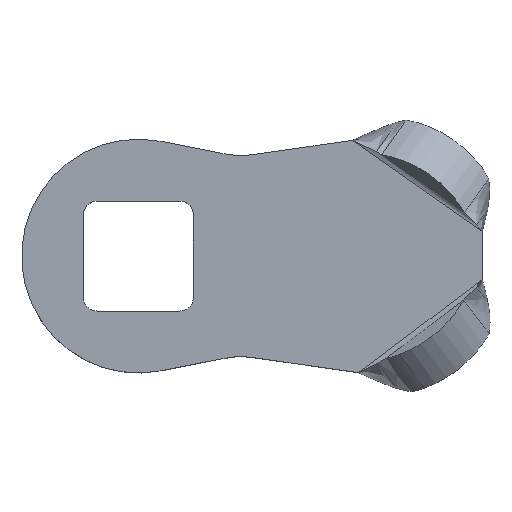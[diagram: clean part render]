
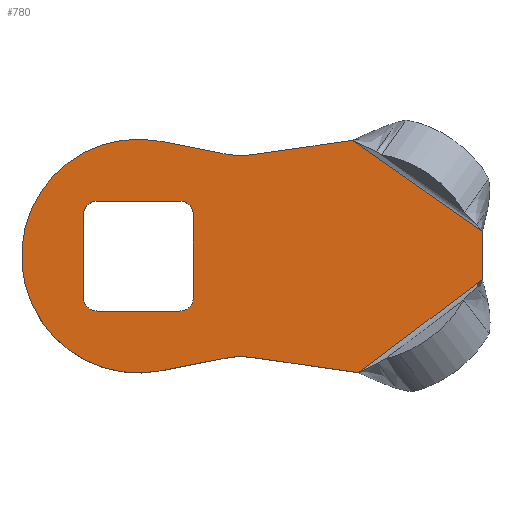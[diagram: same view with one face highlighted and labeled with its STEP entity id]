
A CAD part, top view. The second image highlights one B-rep face of the part: STEP entity #780.
In plain terms, the highlighted planar face has unit normal (0, 0, 1).
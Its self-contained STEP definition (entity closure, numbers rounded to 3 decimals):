
#1 = VERTEX_POINT ( 'NONE', #1210 ) ;
#4 = EDGE_CURVE ( 'NONE', #756, #103, #545, .T. ) ;
#5 = CARTESIAN_POINT ( 'NONE',  ( 1.64, -8.34, 0. ) ) ;
#14 = CIRCLE ( 'NONE', #181, 1. ) ;
#20 = VERTEX_POINT ( 'NONE', #1243 ) ;
#22 = CARTESIAN_POINT ( 'NONE',  ( 4., -4., 0. ) ) ;
#25 = EDGE_CURVE ( 'NONE', #1202, #514, #14, .T. ) ;
#29 = CARTESIAN_POINT ( 'NONE',  ( 6.292, 7.425, 0. ) ) ;
#31 = CARTESIAN_POINT ( 'NONE',  ( -3., -3., 0. ) ) ;
#47 = CARTESIAN_POINT ( 'NONE',  ( 8.304, 7.374, 0. ) ) ;
#54 = CARTESIAN_POINT ( 'NONE',  ( 16.004, -8.481, 0. ) ) ;
#58 = ORIENTED_EDGE ( 'NONE', *, *, #106, .T. ) ;
#59 = LINE ( 'NONE', #734, #1066 ) ;
#65 = FACE_BOUND ( 'NONE', #1121, .T. ) ;
#75 = LINE ( 'NONE', #362, #120 ) ;
#79 = VERTEX_POINT ( 'NONE', #176 ) ;
#88 = DIRECTION ( 'NONE',  ( 0., 0., -1. ) ) ;
#103 = VERTEX_POINT ( 'NONE', #476 ) ;
#106 = EDGE_CURVE ( 'NONE', #1135, #1115, #806, .T. ) ;
#114 = EDGE_CURVE ( 'NONE', #498, #1027, #753, .T. ) ;
#120 = VECTOR ( 'NONE', #739, 1000. ) ;
#127 = ORIENTED_EDGE ( 'NONE', *, *, #25, .T. ) ;
#132 = CARTESIAN_POINT ( 'NONE',  ( 3., 3., 0. ) ) ;
#149 = EDGE_CURVE ( 'NONE', #756, #835, #648, .T. ) ;
#161 = ORIENTED_EDGE ( 'NONE', *, *, #717, .F. ) ;
#176 = CARTESIAN_POINT ( 'NONE',  ( 3., 4., 0. ) ) ;
#181 = AXIS2_PLACEMENT_3D ( 'NONE', #758, #1142, #845 ) ;
#191 = DIRECTION ( 'NONE',  ( -0.981, -0.193, 0. ) ) ;
#199 = CARTESIAN_POINT ( 'NONE',  ( 25., 1.774, 0. ) ) ;
#217 = CARTESIAN_POINT ( 'NONE',  ( 3., -4., 0. ) ) ;
#224 = VERTEX_POINT ( 'NONE', #783 ) ;
#225 = VECTOR ( 'NONE', #1057, 1000. ) ;
#230 = VERTEX_POINT ( 'NONE', #199 ) ;
#244 = VECTOR ( 'NONE', #577, 1000. ) ;
#245 = VECTOR ( 'NONE', #890, 1000. ) ;
#251 = DIRECTION ( 'NONE',  ( 0., -1., 0. ) ) ;
#304 = DIRECTION ( 'NONE',  ( -1., 0., 0. ) ) ;
#318 = DIRECTION ( 'NONE',  ( 0., -1., 0. ) ) ;
#326 = ORIENTED_EDGE ( 'NONE', *, *, #1213, .F. ) ;
#337 = DIRECTION ( 'NONE',  ( -1., 0., 0. ) ) ;
#342 = DIRECTION ( 'NONE',  ( 0., 0., -1. ) ) ;
#362 = CARTESIAN_POINT ( 'NONE',  ( 25., 1.774, 0. ) ) ;
#363 = ORIENTED_EDGE ( 'NONE', *, *, #1193, .T. ) ;
#367 = DIRECTION ( 'NONE',  ( 0.981, -0.193, 0. ) ) ;
#368 = EDGE_CURVE ( 'NONE', #20, #865, #1103, .T. ) ;
#370 = AXIS2_PLACEMENT_3D ( 'NONE', #132, #522, #1063 ) ;
#378 = DIRECTION ( 'NONE',  ( 1., 0., 0. ) ) ;
#402 = LINE ( 'NONE', #776, #244 ) ;
#407 = CARTESIAN_POINT ( 'NONE',  ( 7.45, -13.313, 0. ) ) ;
#412 = CARTESIAN_POINT ( 'NONE',  ( -4., 3., 0. ) ) ;
#432 = DIRECTION ( 'NONE',  ( -1., 0., 0. ) ) ;
#436 = AXIS2_PLACEMENT_3D ( 'NONE', #407, #679, #1160 ) ;
#445 = CARTESIAN_POINT ( 'NONE',  ( 4., -3., 0. ) ) ;
#446 = EDGE_CURVE ( 'NONE', #79, #1016, #909, .T. ) ;
#459 = FACE_OUTER_BOUND ( 'NONE', #1113, .T. ) ;
#467 = CARTESIAN_POINT ( 'NONE',  ( 0., 0., 0. ) ) ;
#476 = CARTESIAN_POINT ( 'NONE',  ( 25., -1.697, 0. ) ) ;
#483 = CARTESIAN_POINT ( 'NONE',  ( 16.004, -8.481, 0. ) ) ;
#492 = ORIENTED_EDGE ( 'NONE', *, *, #963, .T. ) ;
#498 = VERTEX_POINT ( 'NONE', #505 ) ;
#505 = CARTESIAN_POINT ( 'NONE',  ( 6.292, -7.425, 0. ) ) ;
#513 = EDGE_CURVE ( 'NONE', #514, #20, #516, .T. ) ;
#514 = VERTEX_POINT ( 'NONE', #217 ) ;
#516 = LINE ( 'NONE', #22, #1146 ) ;
#522 = DIRECTION ( 'NONE',  ( 0., 0., -1. ) ) ;
#532 = CIRCLE ( 'NONE', #1228, 8.5 ) ;
#534 = LINE ( 'NONE', #47, #1047 ) ;
#545 = LINE ( 'NONE', #54, #725 ) ;
#560 = DIRECTION ( 'NONE',  ( 0., 0., -1. ) ) ;
#566 = DIRECTION ( 'NONE',  ( 1., 0., 0. ) ) ;
#577 = DIRECTION ( 'NONE',  ( 0., 1., 0. ) ) ;
#579 = ORIENTED_EDGE ( 'NONE', *, *, #149, .F. ) ;
#603 = CARTESIAN_POINT ( 'NONE',  ( 25., 2.85, 0. ) ) ;
#604 = ORIENTED_EDGE ( 'NONE', *, *, #368, .T. ) ;
#605 = VECTOR ( 'NONE', #191, 1000. ) ;
#644 = ORIENTED_EDGE ( 'NONE', *, *, #1082, .T. ) ;
#648 = LINE ( 'NONE', #947, #225 ) ;
#655 = CARTESIAN_POINT ( 'NONE',  ( 6.292, -7.425, 0. ) ) ;
#660 = ORIENTED_EDGE ( 'NONE', *, *, #1144, .F. ) ;
#679 = DIRECTION ( 'NONE',  ( 0., 0., -1. ) ) ;
#680 = ORIENTED_EDGE ( 'NONE', *, *, #817, .T. ) ;
#694 = CARTESIAN_POINT ( 'NONE',  ( 4., 3., 0. ) ) ;
#700 = DIRECTION ( 'NONE',  ( 0.99, 0.142, 0. ) ) ;
#717 = EDGE_CURVE ( 'NONE', #763, #1115, #954, .T. ) ;
#725 = VECTOR ( 'NONE', #831, 1000. ) ;
#732 = ORIENTED_EDGE ( 'NONE', *, *, #1012, .T. ) ;
#734 = CARTESIAN_POINT ( 'NONE',  ( 4., 4., 0. ) ) ;
#739 = DIRECTION ( 'NONE',  ( -0.819, 0.574, 0. ) ) ;
#753 = LINE ( 'NONE', #655, #605 ) ;
#756 = VERTEX_POINT ( 'NONE', #483 ) ;
#758 = CARTESIAN_POINT ( 'NONE',  ( 3., -3., 0. ) ) ;
#759 = CARTESIAN_POINT ( 'NONE',  ( 1.64, 8.34, 0. ) ) ;
#761 = DIRECTION ( 'NONE',  ( 1., 0., 0. ) ) ;
#763 = VERTEX_POINT ( 'NONE', #759 ) ;
#776 = CARTESIAN_POINT ( 'NONE',  ( -4., 4., 0. ) ) ;
#777 = CARTESIAN_POINT ( 'NONE',  ( 4., 4., 0. ) ) ;
#780 = ADVANCED_FACE ( 'NONE', ( #65, #459 ), #839, .T. ) ;
#783 = CARTESIAN_POINT ( 'NONE',  ( -3., 4., 0. ) ) ;
#795 = ORIENTED_EDGE ( 'NONE', *, *, #4, .T. ) ;
#806 = CIRCLE ( 'NONE', #1143, 6. ) ;
#813 = CARTESIAN_POINT ( 'NONE',  ( -3., 3., 0. ) ) ;
#817 = EDGE_CURVE ( 'NONE', #1016, #1202, #59, .T. ) ;
#829 = CIRCLE ( 'NONE', #436, 6. ) ;
#830 = CARTESIAN_POINT ( 'NONE',  ( 8.304, -7.374, 0. ) ) ;
#831 = DIRECTION ( 'NONE',  ( 0.798, 0.602, 0. ) ) ;
#835 = VERTEX_POINT ( 'NONE', #830 ) ;
#838 = CARTESIAN_POINT ( 'NONE',  ( 7.45, 13.313, 0. ) ) ;
#839 = PLANE ( 'NONE',  #911 ) ;
#845 = DIRECTION ( 'NONE',  ( -1., 0., 0. ) ) ;
#849 = VECTOR ( 'NONE', #318, 1000. ) ;
#851 = CIRCLE ( 'NONE', #968, 1. ) ;
#865 = VERTEX_POINT ( 'NONE', #1209 ) ;
#870 = AXIS2_PLACEMENT_3D ( 'NONE', #31, #342, #432 ) ;
#871 = CARTESIAN_POINT ( 'NONE',  ( 0., 0., 0. ) ) ;
#874 = ORIENTED_EDGE ( 'NONE', *, *, #940, .F. ) ;
#877 = EDGE_CURVE ( 'NONE', #230, #1, #75, .T. ) ;
#878 = LINE ( 'NONE', #777, #245 ) ;
#890 = DIRECTION ( 'NONE',  ( 1., 0., 0. ) ) ;
#902 = CARTESIAN_POINT ( 'NONE',  ( 8.304, 7.374, 0. ) ) ;
#903 = ORIENTED_EDGE ( 'NONE', *, *, #877, .T. ) ;
#909 = CIRCLE ( 'NONE', #370, 1. ) ;
#911 = AXIS2_PLACEMENT_3D ( 'NONE', #467, #949, #378 ) ;
#940 = EDGE_CURVE ( 'NONE', #1027, #763, #532, .T. ) ;
#946 = ORIENTED_EDGE ( 'NONE', *, *, #513, .T. ) ;
#947 = CARTESIAN_POINT ( 'NONE',  ( 8.304, -7.374, 0. ) ) ;
#949 = DIRECTION ( 'NONE',  ( 0., 0., 1. ) ) ;
#954 = LINE ( 'NONE', #1145, #1167 ) ;
#963 = EDGE_CURVE ( 'NONE', #865, #1094, #402, .T. ) ;
#968 = AXIS2_PLACEMENT_3D ( 'NONE', #813, #1194, #337 ) ;
#1012 = EDGE_CURVE ( 'NONE', #498, #835, #829, .T. ) ;
#1016 = VERTEX_POINT ( 'NONE', #694 ) ;
#1018 = ORIENTED_EDGE ( 'NONE', *, *, #446, .T. ) ;
#1027 = VERTEX_POINT ( 'NONE', #5 ) ;
#1047 = VECTOR ( 'NONE', #700, 1000. ) ;
#1057 = DIRECTION ( 'NONE',  ( -0.99, 0.142, 0. ) ) ;
#1063 = DIRECTION ( 'NONE',  ( -1., 0., 0. ) ) ;
#1066 = VECTOR ( 'NONE', #251, 1000. ) ;
#1082 = EDGE_CURVE ( 'NONE', #224, #79, #878, .T. ) ;
#1094 = VERTEX_POINT ( 'NONE', #412 ) ;
#1103 = CIRCLE ( 'NONE', #870, 1. ) ;
#1113 = EDGE_LOOP ( 'NONE', ( #795, #660, #903, #326, #58, #161, #874, #1226, #732, #579 ) ) ;
#1115 = VERTEX_POINT ( 'NONE', #29 ) ;
#1121 = EDGE_LOOP ( 'NONE', ( #946, #604, #492, #363, #644, #1018, #680, #127 ) ) ;
#1135 = VERTEX_POINT ( 'NONE', #902 ) ;
#1142 = DIRECTION ( 'NONE',  ( 0., 0., -1. ) ) ;
#1143 = AXIS2_PLACEMENT_3D ( 'NONE', #838, #560, #566 ) ;
#1144 = EDGE_CURVE ( 'NONE', #230, #103, #1198, .T. ) ;
#1145 = CARTESIAN_POINT ( 'NONE',  ( 1.64, 8.34, 0. ) ) ;
#1146 = VECTOR ( 'NONE', #304, 1000. ) ;
#1160 = DIRECTION ( 'NONE',  ( 1., 0., 0. ) ) ;
#1167 = VECTOR ( 'NONE', #367, 1000. ) ;
#1193 = EDGE_CURVE ( 'NONE', #1094, #224, #851, .T. ) ;
#1194 = DIRECTION ( 'NONE',  ( 0., 0., -1. ) ) ;
#1198 = LINE ( 'NONE', #603, #849 ) ;
#1202 = VERTEX_POINT ( 'NONE', #445 ) ;
#1209 = CARTESIAN_POINT ( 'NONE',  ( -4., -3., 0. ) ) ;
#1210 = CARTESIAN_POINT ( 'NONE',  ( 15.539, 8.414, 0. ) ) ;
#1213 = EDGE_CURVE ( 'NONE', #1135, #1, #534, .T. ) ;
#1226 = ORIENTED_EDGE ( 'NONE', *, *, #114, .F. ) ;
#1228 = AXIS2_PLACEMENT_3D ( 'NONE', #871, #88, #761 ) ;
#1243 = CARTESIAN_POINT ( 'NONE',  ( -3., -4., 0. ) ) ;
